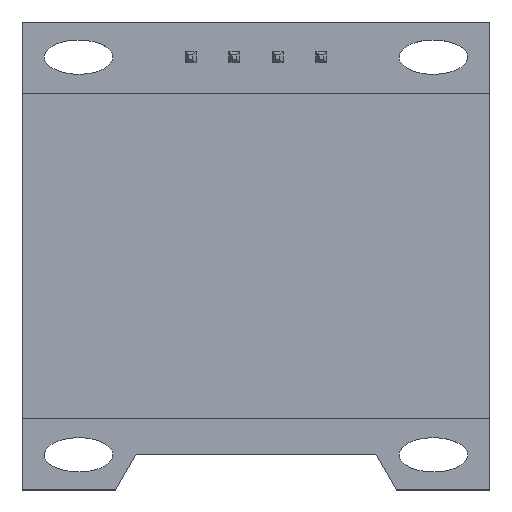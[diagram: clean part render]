
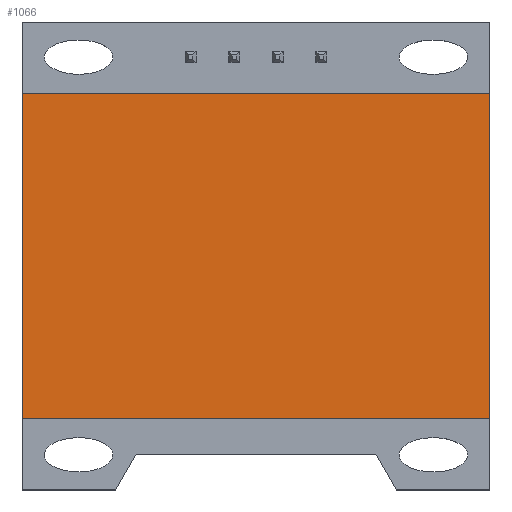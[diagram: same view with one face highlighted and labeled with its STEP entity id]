
A CAD part, top view. The second image highlights one B-rep face of the part: STEP entity #1066.
In plain terms, the highlighted planar face has unit normal (0, 0, 1).
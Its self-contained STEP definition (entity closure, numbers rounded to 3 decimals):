
#124=FACE_OUTER_BOUND('',#186,.T.);
#186=EDGE_LOOP('',(#946,#947,#948,#949));
#309=LINE('',#1775,#435);
#312=LINE('',#1780,#438);
#314=LINE('',#1784,#440);
#317=LINE('',#1788,#443);
#435=VECTOR('',#1404,10.);
#438=VECTOR('',#1409,10.);
#440=VECTOR('',#1413,10.);
#443=VECTOR('',#1418,10.);
#532=VERTEX_POINT('',#1772);
#533=VERTEX_POINT('',#1774);
#534=VERTEX_POINT('',#1778);
#535=VERTEX_POINT('',#1783);
#669=EDGE_CURVE('',#533,#532,#309,.T.);
#672=EDGE_CURVE('',#532,#534,#312,.T.);
#674=EDGE_CURVE('',#535,#533,#314,.T.);
#677=EDGE_CURVE('',#534,#535,#317,.T.);
#946=ORIENTED_EDGE('',*,*,#677,.T.);
#947=ORIENTED_EDGE('',*,*,#674,.T.);
#948=ORIENTED_EDGE('',*,*,#669,.T.);
#949=ORIENTED_EDGE('',*,*,#672,.T.);
#1010=PLANE('',#1151);
#1066=ADVANCED_FACE('',(#124),#1010,.T.);
#1151=AXIS2_PLACEMENT_3D('',#1789,#1419,#1420);
#1404=DIRECTION('',(1.,0.,0.));
#1409=DIRECTION('',(0.,1.,0.));
#1413=DIRECTION('',(0.,-1.,0.));
#1418=DIRECTION('',(-1.,0.,0.));
#1419=DIRECTION('center_axis',(0.,0.,1.));
#1420=DIRECTION('ref_axis',(1.,0.,0.));
#1772=CARTESIAN_POINT('',(13.65,-9.5,2.));
#1774=CARTESIAN_POINT('',(-13.65,-9.5,2.));
#1775=CARTESIAN_POINT('',(13.65,-9.5,2.));
#1778=CARTESIAN_POINT('',(13.65,9.5,2.));
#1780=CARTESIAN_POINT('',(13.65,9.5,2.));
#1783=CARTESIAN_POINT('',(-13.65,9.5,2.));
#1784=CARTESIAN_POINT('',(-13.65,-9.5,2.));
#1788=CARTESIAN_POINT('',(-13.65,9.5,2.));
#1789=CARTESIAN_POINT('Origin',(0.,0.,2.));
